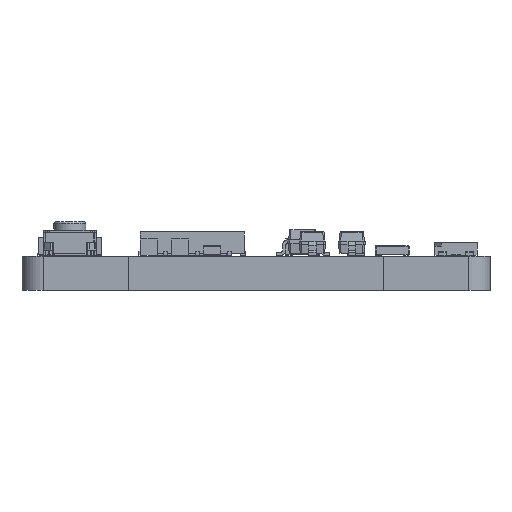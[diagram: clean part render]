
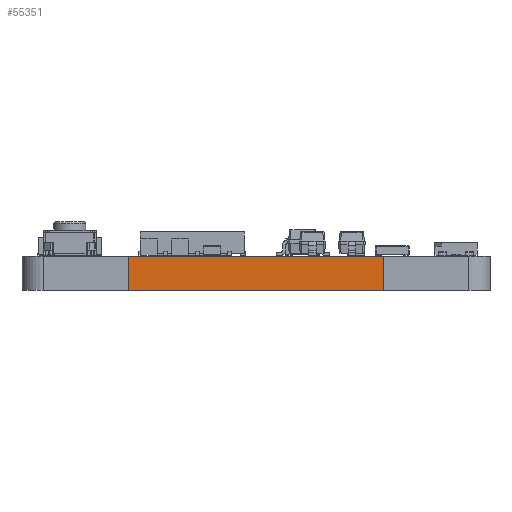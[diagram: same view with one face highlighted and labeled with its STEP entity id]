
A CAD part, left-side view. The second image highlights one B-rep face of the part: STEP entity #55351.
In plain terms, the highlighted planar face has unit normal (-1, 0, 0).
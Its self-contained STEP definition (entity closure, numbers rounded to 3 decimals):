
#51974 = PLANE('',#51975);
#51975 = AXIS2_PLACEMENT_3D('',#51976,#51977,#51978);
#51976 = CARTESIAN_POINT('',(1.041,0.,1.6));
#51977 = DIRECTION('',(0.,0.,1.));
#51978 = DIRECTION('',(1.,0.,0.));
#52029 = PLANE('',#52030);
#52030 = AXIS2_PLACEMENT_3D('',#52031,#52032,#52033);
#52031 = CARTESIAN_POINT('',(1.041,0.,0.));
#52032 = DIRECTION('',(0.,0.,1.));
#52033 = DIRECTION('',(1.,0.,0.));
#52160 = PLANE('',#52161);
#52161 = AXIS2_PLACEMENT_3D('',#52162,#52163,#52164);
#52162 = CARTESIAN_POINT('',(-2.813,6.,0.));
#52163 = DIRECTION('',(0.,-1.,0.));
#52164 = DIRECTION('',(-1.,0.,0.));
#52281 = VERTEX_POINT('',#52282);
#52282 = CARTESIAN_POINT('',(-14.813,6.,0.));
#52303 = EDGE_CURVE('',#52281,#52304,#52306,.T.);
#52304 = VERTEX_POINT('',#52305);
#52305 = CARTESIAN_POINT('',(-14.813,-6.,0.));
#52306 = SURFACE_CURVE('',#52307,(#52311,#52318),.PCURVE_S1.);
#52307 = LINE('',#52308,#52309);
#52308 = CARTESIAN_POINT('',(-14.813,6.,0.));
#52309 = VECTOR('',#52310,1.);
#52310 = DIRECTION('',(0.,-1.,0.));
#52311 = PCURVE('',#52029,#52312);
#52312 = DEFINITIONAL_REPRESENTATION('',(#52313),#52317);
#52313 = LINE('',#52314,#52315);
#52314 = CARTESIAN_POINT('',(-15.854,6.));
#52315 = VECTOR('',#52316,1.);
#52316 = DIRECTION('',(0.,-1.));
#52317 = ( GEOMETRIC_REPRESENTATION_CONTEXT(2) 
PARAMETRIC_REPRESENTATION_CONTEXT() REPRESENTATION_CONTEXT('2D SPACE',''
  ) );
#52318 = PCURVE('',#52319,#52324);
#52319 = PLANE('',#52320);
#52320 = AXIS2_PLACEMENT_3D('',#52321,#52322,#52323);
#52321 = CARTESIAN_POINT('',(-14.813,6.,0.));
#52322 = DIRECTION('',(1.,0.,0.));
#52323 = DIRECTION('',(0.,-1.,0.));
#52324 = DEFINITIONAL_REPRESENTATION('',(#52325),#52329);
#52325 = LINE('',#52326,#52327);
#52326 = CARTESIAN_POINT('',(0.,0.));
#52327 = VECTOR('',#52328,1.);
#52328 = DIRECTION('',(1.,0.));
#52329 = ( GEOMETRIC_REPRESENTATION_CONTEXT(2) 
PARAMETRIC_REPRESENTATION_CONTEXT() REPRESENTATION_CONTEXT('2D SPACE',''
  ) );
#52347 = PLANE('',#52348);
#52348 = AXIS2_PLACEMENT_3D('',#52349,#52350,#52351);
#52349 = CARTESIAN_POINT('',(-14.813,-6.,0.));
#52350 = DIRECTION('',(0.,1.,0.));
#52351 = DIRECTION('',(1.,0.,0.));
#53547 = VERTEX_POINT('',#53548);
#53548 = CARTESIAN_POINT('',(-14.813,6.,1.6));
#53569 = EDGE_CURVE('',#53547,#53570,#53572,.T.);
#53570 = VERTEX_POINT('',#53571);
#53571 = CARTESIAN_POINT('',(-14.813,-6.,1.6));
#53572 = SURFACE_CURVE('',#53573,(#53577,#53584),.PCURVE_S1.);
#53573 = LINE('',#53574,#53575);
#53574 = CARTESIAN_POINT('',(-14.813,6.,1.6));
#53575 = VECTOR('',#53576,1.);
#53576 = DIRECTION('',(0.,-1.,0.));
#53577 = PCURVE('',#51974,#53578);
#53578 = DEFINITIONAL_REPRESENTATION('',(#53579),#53583);
#53579 = LINE('',#53580,#53581);
#53580 = CARTESIAN_POINT('',(-15.854,6.));
#53581 = VECTOR('',#53582,1.);
#53582 = DIRECTION('',(0.,-1.));
#53583 = ( GEOMETRIC_REPRESENTATION_CONTEXT(2) 
PARAMETRIC_REPRESENTATION_CONTEXT() REPRESENTATION_CONTEXT('2D SPACE',''
  ) );
#53584 = PCURVE('',#52319,#53585);
#53585 = DEFINITIONAL_REPRESENTATION('',(#53586),#53590);
#53586 = LINE('',#53587,#53588);
#53587 = CARTESIAN_POINT('',(0.,-1.6));
#53588 = VECTOR('',#53589,1.);
#53589 = DIRECTION('',(1.,0.));
#53590 = ( GEOMETRIC_REPRESENTATION_CONTEXT(2) 
PARAMETRIC_REPRESENTATION_CONTEXT() REPRESENTATION_CONTEXT('2D SPACE',''
  ) );
#54567 = EDGE_CURVE('',#52281,#53547,#54568,.T.);
#54568 = SURFACE_CURVE('',#54569,(#54573,#54580),.PCURVE_S1.);
#54569 = LINE('',#54570,#54571);
#54570 = CARTESIAN_POINT('',(-14.813,6.,0.));
#54571 = VECTOR('',#54572,1.);
#54572 = DIRECTION('',(0.,0.,1.));
#54573 = PCURVE('',#52160,#54574);
#54574 = DEFINITIONAL_REPRESENTATION('',(#54575),#54579);
#54575 = LINE('',#54576,#54577);
#54576 = CARTESIAN_POINT('',(12.,0.));
#54577 = VECTOR('',#54578,1.);
#54578 = DIRECTION('',(0.,-1.));
#54579 = ( GEOMETRIC_REPRESENTATION_CONTEXT(2) 
PARAMETRIC_REPRESENTATION_CONTEXT() REPRESENTATION_CONTEXT('2D SPACE',''
  ) );
#54580 = PCURVE('',#52319,#54581);
#54581 = DEFINITIONAL_REPRESENTATION('',(#54582),#54586);
#54582 = LINE('',#54583,#54584);
#54583 = CARTESIAN_POINT('',(0.,0.));
#54584 = VECTOR('',#54585,1.);
#54585 = DIRECTION('',(0.,-1.));
#54586 = ( GEOMETRIC_REPRESENTATION_CONTEXT(2) 
PARAMETRIC_REPRESENTATION_CONTEXT() REPRESENTATION_CONTEXT('2D SPACE',''
  ) );
#55328 = EDGE_CURVE('',#52304,#53570,#55329,.T.);
#55329 = SURFACE_CURVE('',#55330,(#55334,#55341),.PCURVE_S1.);
#55330 = LINE('',#55331,#55332);
#55331 = CARTESIAN_POINT('',(-14.813,-6.,0.));
#55332 = VECTOR('',#55333,1.);
#55333 = DIRECTION('',(0.,0.,1.));
#55334 = PCURVE('',#52347,#55335);
#55335 = DEFINITIONAL_REPRESENTATION('',(#55336),#55340);
#55336 = LINE('',#55337,#55338);
#55337 = CARTESIAN_POINT('',(0.,0.));
#55338 = VECTOR('',#55339,1.);
#55339 = DIRECTION('',(0.,-1.));
#55340 = ( GEOMETRIC_REPRESENTATION_CONTEXT(2) 
PARAMETRIC_REPRESENTATION_CONTEXT() REPRESENTATION_CONTEXT('2D SPACE',''
  ) );
#55341 = PCURVE('',#52319,#55342);
#55342 = DEFINITIONAL_REPRESENTATION('',(#55343),#55347);
#55343 = LINE('',#55344,#55345);
#55344 = CARTESIAN_POINT('',(12.,0.));
#55345 = VECTOR('',#55346,1.);
#55346 = DIRECTION('',(0.,-1.));
#55347 = ( GEOMETRIC_REPRESENTATION_CONTEXT(2) 
PARAMETRIC_REPRESENTATION_CONTEXT() REPRESENTATION_CONTEXT('2D SPACE',''
  ) );
#55351 = ADVANCED_FACE('',(#55352),#52319,.F.);
#55352 = FACE_BOUND('',#55353,.F.);
#55353 = EDGE_LOOP('',(#55354,#55355,#55356,#55357));
#55354 = ORIENTED_EDGE('',*,*,#54567,.T.);
#55355 = ORIENTED_EDGE('',*,*,#53569,.T.);
#55356 = ORIENTED_EDGE('',*,*,#55328,.F.);
#55357 = ORIENTED_EDGE('',*,*,#52303,.F.);
